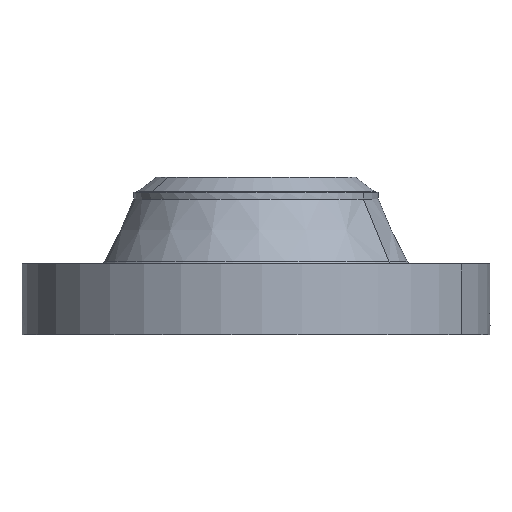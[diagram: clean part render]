
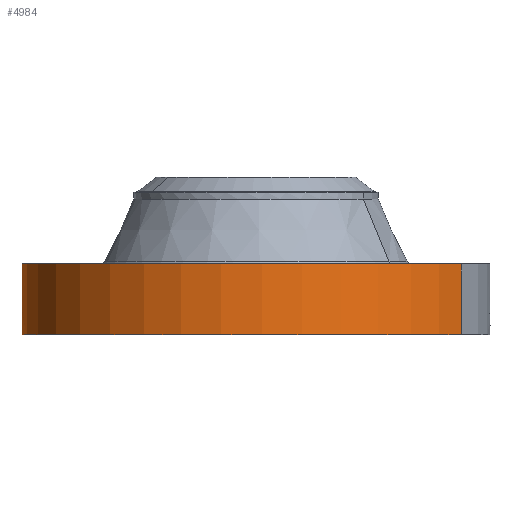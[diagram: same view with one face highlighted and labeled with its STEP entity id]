
A CAD part, left-side view. The second image highlights one B-rep face of the part: STEP entity #4984.
In plain terms, the highlighted cylindrical face has radius 209.55 mm (diameter 419.1 mm), a partial arc.
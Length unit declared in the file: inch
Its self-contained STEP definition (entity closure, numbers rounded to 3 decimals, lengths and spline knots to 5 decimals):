
#3849=AXIS2_PLACEMENT_3D('Circle Axis2P3D',#3847,#3848,$) ;
#4339=AXIS2_PLACEMENT_3D('Circle Axis2P3D',#4337,#4338,$) ;
#4879=AXIS2_PLACEMENT_3D('Cylinder Axis2P3D',#4876,#4877,#4878) ;
#3847=CARTESIAN_POINT('Axis2P3D Location',(0.,0.,0.)) ;
#3851=CARTESIAN_POINT('Vertex',(-3.95526,-7.24006,0.)) ;
#3853=CARTESIAN_POINT('Vertex',(3.95526,7.24006,0.)) ;
#4332=CARTESIAN_POINT('Vertex',(3.95526,7.24006,2.502)) ;
#4334=CARTESIAN_POINT('Vertex',(-3.95526,-7.24006,2.502)) ;
#4337=CARTESIAN_POINT('Axis2P3D Location',(0.,0.,2.502)) ;
#4876=CARTESIAN_POINT('Axis2P3D Location',(0.,0.,2.781)) ;
#4881=CARTESIAN_POINT('Line Origine',(-3.95526,-7.24006,1.251)) ;
#4886=CARTESIAN_POINT('Line Origine',(3.95526,7.24006,1.251)) ;
#4898=CARTESIAN_POINT('Control Point',(-0.05857,8.24979,1.09924)) ;
#4899=CARTESIAN_POINT('Control Point',(-0.03946,8.24993,1.10244)) ;
#4900=CARTESIAN_POINT('Control Point',(-0.02009,8.25,1.10408)) ;
#4901=CARTESIAN_POINT('Control Point',(-0.00072,8.25,1.10412)) ;
#4902=CARTESIAN_POINT('Vertex',(-0.05855,8.24979,1.09924)) ;
#4904=CARTESIAN_POINT('Vertex',(-0.00072,8.25,1.10412)) ;
#4908=CARTESIAN_POINT('Control Point',(-0.05855,8.24979,1.09924)) ;
#4909=CARTESIAN_POINT('Control Point',(-0.09778,8.24951,1.09434)) ;
#4910=CARTESIAN_POINT('Control Point',(-0.13623,8.24895,1.0823)) ;
#4911=CARTESIAN_POINT('Control Point',(-0.17153,8.24822,1.06401)) ;
#4912=CARTESIAN_POINT('Vertex',(-0.17153,8.24822,1.06401)) ;
#4916=CARTESIAN_POINT('Control Point',(-0.03017,8.24994,0.34113)) ;
#4917=CARTESIAN_POINT('Control Point',(-0.08632,8.24974,0.34827)) ;
#4918=CARTESIAN_POINT('Control Point',(-0.14087,8.24906,0.36589)) ;
#4919=CARTESIAN_POINT('Control Point',(-0.19106,8.24798,0.39346)) ;
#4920=CARTESIAN_POINT('Control Point',(-0.26402,8.24591,0.45287)) ;
#4921=CARTESIAN_POINT('Control Point',(-0.31583,8.24399,0.52913)) ;
#4922=CARTESIAN_POINT('Control Point',(-0.33286,8.2433,0.5618)) ;
#4923=CARTESIAN_POINT('Control Point',(-0.36822,8.24181,0.65399)) ;
#4924=CARTESIAN_POINT('Control Point',(-0.37434,8.24149,0.75264)) ;
#4925=CARTESIAN_POINT('Control Point',(-0.36621,8.24188,0.81432)) ;
#4926=CARTESIAN_POINT('Control Point',(-0.33301,8.24339,0.91219)) ;
#4927=CARTESIAN_POINT('Control Point',(-0.27047,8.24563,0.99262)) ;
#4928=CARTESIAN_POINT('Control Point',(-0.24087,8.24658,1.02132)) ;
#4929=CARTESIAN_POINT('Control Point',(-0.20755,8.24747,1.04534)) ;
#4930=CARTESIAN_POINT('Control Point',(-0.17153,8.24822,1.06401)) ;
#4931=CARTESIAN_POINT('Vertex',(-0.03017,8.24994,0.34113)) ;
#4935=CARTESIAN_POINT('Control Point',(-0.03017,8.24994,0.34113)) ;
#4936=CARTESIAN_POINT('Control Point',(-0.0201,8.24998,0.34087)) ;
#4937=CARTESIAN_POINT('Control Point',(-0.01004,8.25,0.34095)) ;
#4938=CARTESIAN_POINT('Control Point',(0.,8.25,0.34137)) ;
#4939=CARTESIAN_POINT('Vertex',(0.,8.25,0.34137)) ;
#4943=CARTESIAN_POINT('Control Point',(0.19338,8.24773,0.39604)) ;
#4944=CARTESIAN_POINT('Control Point',(0.1493,8.24877,0.37124)) ;
#4945=CARTESIAN_POINT('Control Point',(0.10118,8.24958,0.3535)) ;
#4946=CARTESIAN_POINT('Control Point',(0.05083,8.25,0.34353)) ;
#4947=CARTESIAN_POINT('Control Point',(0.,8.25,0.34137)) ;
#4948=CARTESIAN_POINT('Vertex',(0.19338,8.24773,0.39604)) ;
#4952=CARTESIAN_POINT('Control Point',(0.19338,8.24773,0.39604)) ;
#4953=CARTESIAN_POINT('Control Point',(0.22248,8.24705,0.41241)) ;
#4954=CARTESIAN_POINT('Control Point',(0.24993,8.24628,0.43166)) ;
#4955=CARTESIAN_POINT('Control Point',(0.27533,8.24546,0.45364)) ;
#4956=CARTESIAN_POINT('Control Point',(0.3424,8.24304,0.52512)) ;
#4957=CARTESIAN_POINT('Control Point',(0.38538,8.24104,0.6147)) ;
#4958=CARTESIAN_POINT('Control Point',(0.40062,8.24025,0.67901)) ;
#4959=CARTESIAN_POINT('Control Point',(0.40171,8.24024,0.79326)) ;
#4960=CARTESIAN_POINT('Control Point',(0.36179,8.24209,0.89797)) ;
#4961=CARTESIAN_POINT('Control Point',(0.3376,8.24316,0.93942)) ;
#4962=CARTESIAN_POINT('Control Point',(0.26861,8.24586,1.02363)) ;
#4963=CARTESIAN_POINT('Control Point',(0.17547,8.2484,1.07855)) ;
#4964=CARTESIAN_POINT('Control Point',(0.11801,8.24948,1.09854)) ;
#4965=CARTESIAN_POINT('Control Point',(0.05856,8.25,1.10703)) ;
#4966=CARTESIAN_POINT('Control Point',(-0.00003,8.25,1.10415)) ;
#4967=CARTESIAN_POINT('Vertex',(-0.00003,8.25,1.10415)) ;
#4971=CARTESIAN_POINT('Control Point',(-0.00072,8.25,1.10412)) ;
#4972=CARTESIAN_POINT('Control Point',(-0.00037,8.25,1.10414)) ;
#4973=CARTESIAN_POINT('Control Point',(-0.00003,8.25,1.10415)) ;
#3848=DIRECTION('Axis2P3D Direction',(0.,0.,-0.039)) ;
#4338=DIRECTION('Axis2P3D Direction',(0.,0.,-0.039)) ;
#4877=DIRECTION('Axis2P3D Direction',(0.,0.,-0.039)) ;
#4878=DIRECTION('Axis2P3D XDirection',(0.019,0.035,0.)) ;
#4882=DIRECTION('Vector Direction',(0.,0.,-0.039)) ;
#4887=DIRECTION('Vector Direction',(0.,0.,-0.039)) ;
#4883=VECTOR('Line Direction',#4882,0.03937) ;
#4888=VECTOR('Line Direction',#4887,0.03937) ;
#4892=ORIENTED_EDGE('',*,*,#3855,.F.) ;
#4893=ORIENTED_EDGE('',*,*,#4885,.T.) ;
#4894=ORIENTED_EDGE('',*,*,#4341,.T.) ;
#4895=ORIENTED_EDGE('',*,*,#4890,.F.) ;
#4976=ORIENTED_EDGE('',*,*,#4906,.F.) ;
#4977=ORIENTED_EDGE('',*,*,#4914,.T.) ;
#4978=ORIENTED_EDGE('',*,*,#4933,.F.) ;
#4979=ORIENTED_EDGE('',*,*,#4941,.T.) ;
#4980=ORIENTED_EDGE('',*,*,#4950,.F.) ;
#4981=ORIENTED_EDGE('',*,*,#4969,.T.) ;
#4982=ORIENTED_EDGE('',*,*,#4974,.F.) ;
#4983=FACE_BOUND('',#4975,.T.) ;
#4984=ADVANCED_FACE('PartBody',(#4896,#4983),#4880,.T.) ;
#4897=B_SPLINE_CURVE_WITH_KNOTS('',3,(#4898,#4899,#4900,#4901),.UNSPECIFIED.,.F.,.U.,(4,4),(4.37199,6.52139),.UNSPECIFIED.) ;
#4907=B_SPLINE_CURVE_WITH_KNOTS('',3,(#4908,#4909,#4910,#4911),.UNSPECIFIED.,.F.,.U.,(4,4),(0.,4.44133),.UNSPECIFIED.) ;
#4915=B_SPLINE_CURVE_WITH_KNOTS('',5,(#4916,#4917,#4918,#4919,#4920,#4921,#4922,#4923,#4924,#4925,#4926,#4927,#4928,#4929,#4930),.UNSPECIFIED.,.F.,.U.,(6,3,3,3,6),(0.,9.83724,16.4176,27.59817,35.15277),.UNSPECIFIED.) ;
#4934=B_SPLINE_CURVE_WITH_KNOTS('',3,(#4935,#4936,#4937,#4938),.UNSPECIFIED.,.F.,.U.,(4,4),(0.,1.04945),.UNSPECIFIED.) ;
#4942=B_SPLINE_CURVE_WITH_KNOTS('',4,(#4943,#4944,#4945,#4946,#4947),.UNSPECIFIED.,.F.,.U.,(5,5),(0.,7.08245),.UNSPECIFIED.) ;
#4951=B_SPLINE_CURVE_WITH_KNOTS('',5,(#4952,#4953,#4954,#4955,#4956,#4957,#4958,#4959,#4960,#4961,#4962,#4963,#4964,#4965,#4966),.UNSPECIFIED.,.F.,.U.,(6,3,3,3,6),(0.,5.84416,17.08776,25.53593,36.48684),.UNSPECIFIED.) ;
#4970=B_SPLINE_CURVE_WITH_KNOTS('',2,(#4971,#4972,#4973),.UNSPECIFIED.,.F.,.U.,(3,3),(1.04998,1.07579),.UNSPECIFIED.) ;
#3850=CIRCLE('generated circle',#3849,8.25) ;
#4340=CIRCLE('generated circle',#4339,8.25) ;
#4880=CYLINDRICAL_SURFACE('generated cylinder',#4879,8.25) ;
#3855=EDGE_CURVE('',#3852,#3854,#3850,.T.) ;
#4341=EDGE_CURVE('',#4335,#4333,#4340,.T.) ;
#4885=EDGE_CURVE('',#3852,#4335,#4884,.F.) ;
#4890=EDGE_CURVE('',#3854,#4333,#4889,.F.) ;
#4906=EDGE_CURVE('',#4903,#4905,#4897,.T.) ;
#4914=EDGE_CURVE('',#4903,#4913,#4907,.T.) ;
#4933=EDGE_CURVE('',#4932,#4913,#4915,.T.) ;
#4941=EDGE_CURVE('',#4932,#4940,#4934,.T.) ;
#4950=EDGE_CURVE('',#4949,#4940,#4942,.T.) ;
#4969=EDGE_CURVE('',#4949,#4968,#4951,.T.) ;
#4974=EDGE_CURVE('',#4905,#4968,#4970,.T.) ;
#4891=EDGE_LOOP('',(#4892,#4893,#4894,#4895)) ;
#4975=EDGE_LOOP('',(#4976,#4977,#4978,#4979,#4980,#4981,#4982)) ;
#4896=FACE_OUTER_BOUND('',#4891,.T.) ;
#4884=LINE('Line',#4881,#4883) ;
#4889=LINE('Line',#4886,#4888) ;
#3852=VERTEX_POINT('',#3851) ;
#3854=VERTEX_POINT('',#3853) ;
#4333=VERTEX_POINT('',#4332) ;
#4335=VERTEX_POINT('',#4334) ;
#4903=VERTEX_POINT('',#4902) ;
#4905=VERTEX_POINT('',#4904) ;
#4913=VERTEX_POINT('',#4912) ;
#4932=VERTEX_POINT('',#4931) ;
#4940=VERTEX_POINT('',#4939) ;
#4949=VERTEX_POINT('',#4948) ;
#4968=VERTEX_POINT('',#4967) ;
